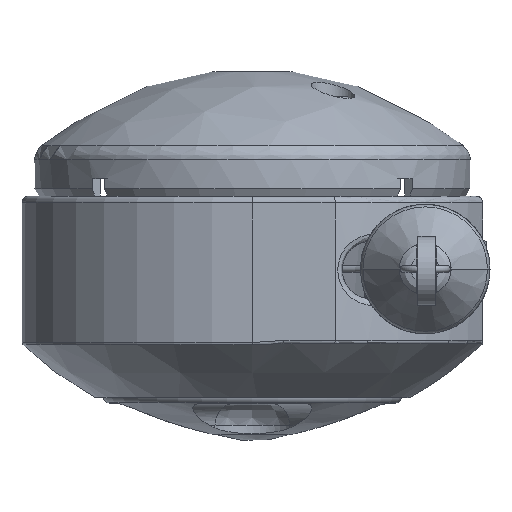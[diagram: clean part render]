
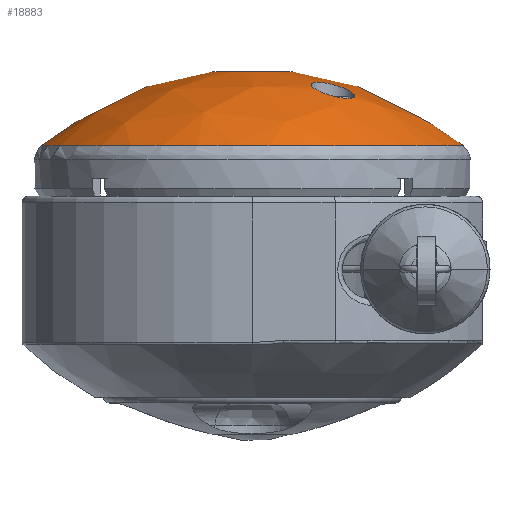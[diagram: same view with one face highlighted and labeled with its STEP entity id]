
A CAD part, front view. The second image highlights one B-rep face of the part: STEP entity #18883.
In plain terms, the highlighted spherical face has radius 73.025 mm.
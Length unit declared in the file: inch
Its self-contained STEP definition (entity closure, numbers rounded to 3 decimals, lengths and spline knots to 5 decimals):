
#18805=CARTESIAN_POINT('',(1.29765,1.29765,1.31312));
#18806=VERTEX_POINT('',#18805);
#18807=CARTESIAN_POINT('',(0.,0.,1.31312));
#18808=DIRECTION('',(0.,0.,-1.0));
#18809=DIRECTION('',(-0.707,-0.707,0.));
#18810=AXIS2_PLACEMENT_3D('',#18807,#18808,#18809);
#18811=CIRCLE('',#18810,1.83516);
#18812=EDGE_CURVE('',#18806,#18806,#18811,.T.);
#18823=CARTESIAN_POINT('',(0.,0.,-0.89998));
#18824=DIRECTION('',(0.707,-0.707,0.));
#18825=DIRECTION('',(0.707,0.707,0.));
#18826=AXIS2_PLACEMENT_3D('',#18823,#18824,#18825);
#18827=SPHERICAL_SURFACE('',#18826,2.875);
#18828=CARTESIAN_POINT('',(0.24537,0.24537,1.954));
#18829=VERTEX_POINT('',#18828);
#18830=CARTESIAN_POINT('',(0.,0.,1.954));
#18831=DIRECTION('',(0.,0.,-1.0));
#18832=DIRECTION('',(0.707,0.707,0.));
#18833=AXIS2_PLACEMENT_3D('',#18830,#18831,#18832);
#18834=CIRCLE('',#18833,0.347);
#18835=EDGE_CURVE('',#18829,#18829,#18834,.T.);
#18836=ORIENTED_EDGE('',*,*,#18835,.T.);
#18837=EDGE_LOOP('',(#18836));
#18838=FACE_OUTER_BOUND('',#18837,.T.);
#18839=CARTESIAN_POINT('',(0.83297,-0.56427,1.79323));
#18840=VERTEX_POINT('',#18839);
#18841=CARTESIAN_POINT('',(0.83297,-0.56427,1.79323));
#18842=CARTESIAN_POINT('',(0.84992,-0.58122,1.78443));
#18843=CARTESIAN_POINT('',(0.86466,-0.60275,1.77498));
#18844=CARTESIAN_POINT('',(0.88416,-0.65031,1.75741));
#18845=CARTESIAN_POINT('',(0.88892,-0.67633,1.7493));
#18846=CARTESIAN_POINT('',(0.88831,-0.72405,1.73684));
#18847=CARTESIAN_POINT('',(0.88354,-0.74889,1.73152));
#18848=CARTESIAN_POINT('',(0.86429,-0.79494,1.72439));
#18849=CARTESIAN_POINT('',(0.84979,-0.81615,1.7226));
#18850=CARTESIAN_POINT('',(0.81615,-0.84979,1.7226));
#18851=CARTESIAN_POINT('',(0.79494,-0.86429,1.72439));
#18852=CARTESIAN_POINT('',(0.74889,-0.88354,1.73152));
#18853=CARTESIAN_POINT('',(0.72405,-0.88831,1.73684));
#18854=CARTESIAN_POINT('',(0.67633,-0.88892,1.7493));
#18855=CARTESIAN_POINT('',(0.65031,-0.88416,1.75741));
#18856=CARTESIAN_POINT('',(0.60275,-0.86466,1.77498));
#18857=CARTESIAN_POINT('',(0.58122,-0.84992,1.78443));
#18858=CARTESIAN_POINT('',(0.54736,-0.81606,1.802));
#18859=CARTESIAN_POINT('',(0.53263,-0.79457,1.81135));
#18860=CARTESIAN_POINT('',(0.51311,-0.74705,1.82857));
#18861=CARTESIAN_POINT('',(0.50834,-0.72102,1.83644));
#18862=CARTESIAN_POINT('',(0.50891,-0.67326,1.84846));
#18863=CARTESIAN_POINT('',(0.51369,-0.64839,1.85356));
#18864=CARTESIAN_POINT('',(0.53295,-0.6023,1.86035));
#18865=CARTESIAN_POINT('',(0.54746,-0.58109,1.86205));
#18866=CARTESIAN_POINT('',(0.58109,-0.54746,1.86205));
#18867=CARTESIAN_POINT('',(0.6023,-0.53295,1.86035));
#18868=CARTESIAN_POINT('',(0.64839,-0.51369,1.85356));
#18869=CARTESIAN_POINT('',(0.67326,-0.50891,1.84846));
#18870=CARTESIAN_POINT('',(0.72102,-0.50834,1.83644));
#18871=CARTESIAN_POINT('',(0.74705,-0.51311,1.82857));
#18872=CARTESIAN_POINT('',(0.79457,-0.53263,1.81135));
#18873=CARTESIAN_POINT('',(0.81606,-0.54736,1.802));
#18874=CARTESIAN_POINT('',(0.83297,-0.56427,1.79323));
#18875=B_SPLINE_CURVE_WITH_KNOTS('',3,(#18841,#18842,#18843,#18844,#18845,#18846,#18847,#18848,#18849,#18850,#18851,#18852,#18853,#18854,#18855,#18856,#18857,#18858,#18859,#18860,#18861,#18862,#18863,#18864,#18865,#18866,#18867,#18868,#18869,#18870,#18871,#18872,#18873,#18874),.UNSPECIFIED.,.T.,.U.,(4,2,2,2,2,2,2,2,2,2,2,2,2,2,2,2,4),(0.0,0.19454,0.38909,0.57034,0.75158,0.93283,1.11408,1.30862,1.50317,1.69725,1.89132,2.07252,2.25371,2.4349,2.6161,2.81017,3.00425),.UNSPECIFIED.);
#18876=EDGE_CURVE('',#18840,#18840,#18875,.T.);
#18877=ORIENTED_EDGE('',*,*,#18876,.T.);
#18878=EDGE_LOOP('',(#18877));
#18879=FACE_BOUND('',#18878,.T.);
#18880=ORIENTED_EDGE('',*,*,#18812,.F.);
#18881=EDGE_LOOP('',(#18880));
#18882=FACE_BOUND('',#18881,.T.);
#18883=ADVANCED_FACE('',(#18838,#18879,#18882),#18827,.T.);
